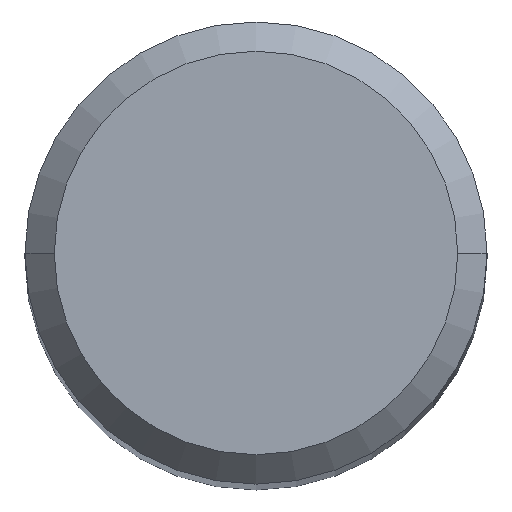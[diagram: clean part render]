
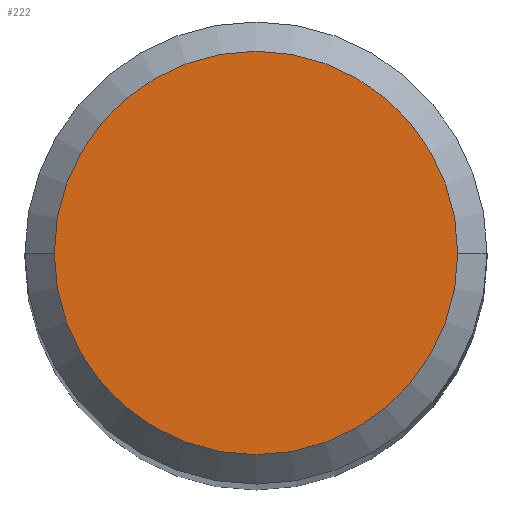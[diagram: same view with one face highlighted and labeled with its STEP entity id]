
A CAD part, top view. The second image highlights one B-rep face of the part: STEP entity #222.
In plain terms, the highlighted planar face has unit normal (0, 0, 1).
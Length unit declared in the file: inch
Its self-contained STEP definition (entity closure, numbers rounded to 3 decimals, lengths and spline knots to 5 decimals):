
#32 = CARTESIAN_POINT ( 'NONE',  ( -0.10311, 0., 2.24409 ) ) ;
#43 = ORIENTED_EDGE ( 'NONE', *, *, #61, .T. ) ;
#45 = CARTESIAN_POINT ( 'NONE',  ( 0., 0., 2.24409 ) ) ;
#61 = EDGE_CURVE ( 'NONE', #212, #322, #224, .T. ) ;
#76 = DIRECTION ( 'NONE',  ( 0., 0., 1. ) ) ;
#107 = AXIS2_PLACEMENT_3D ( 'NONE', #45, #76, #303 ) ;
#136 = AXIS2_PLACEMENT_3D ( 'NONE', #293, #148, #166 ) ;
#142 = CARTESIAN_POINT ( 'NONE',  ( 0.10311, 0., 2.24409 ) ) ;
#145 = ORIENTED_EDGE ( 'NONE', *, *, #226, .T. ) ;
#148 = DIRECTION ( 'NONE',  ( 0., 0., 1. ) ) ;
#151 = CIRCLE ( 'NONE', #276, 0.10311 ) ;
#166 = DIRECTION ( 'NONE',  ( 1., 0., 0. ) ) ;
#170 = CARTESIAN_POINT ( 'NONE',  ( 0., 0., 2.24409 ) ) ;
#190 = PLANE ( 'NONE',  #107 ) ;
#193 = DIRECTION ( 'NONE',  ( 1., 0., 0. ) ) ;
#212 = VERTEX_POINT ( 'NONE', #142 ) ;
#222 = ADVANCED_FACE ( 'NONE', ( #327 ), #190, .T. ) ;
#224 = CIRCLE ( 'NONE', #136, 0.10311 ) ;
#226 = EDGE_CURVE ( 'NONE', #322, #212, #151, .T. ) ;
#276 = AXIS2_PLACEMENT_3D ( 'NONE', #170, #296, #193 ) ;
#293 = CARTESIAN_POINT ( 'NONE',  ( 0., 0., 2.24409 ) ) ;
#296 = DIRECTION ( 'NONE',  ( 0., 0., 1. ) ) ;
#303 = DIRECTION ( 'NONE',  ( 1., 0., 0. ) ) ;
#318 = EDGE_LOOP ( 'NONE', ( #145, #43 ) ) ;
#322 = VERTEX_POINT ( 'NONE', #32 ) ;
#327 = FACE_OUTER_BOUND ( 'NONE', #318, .T. ) ;
